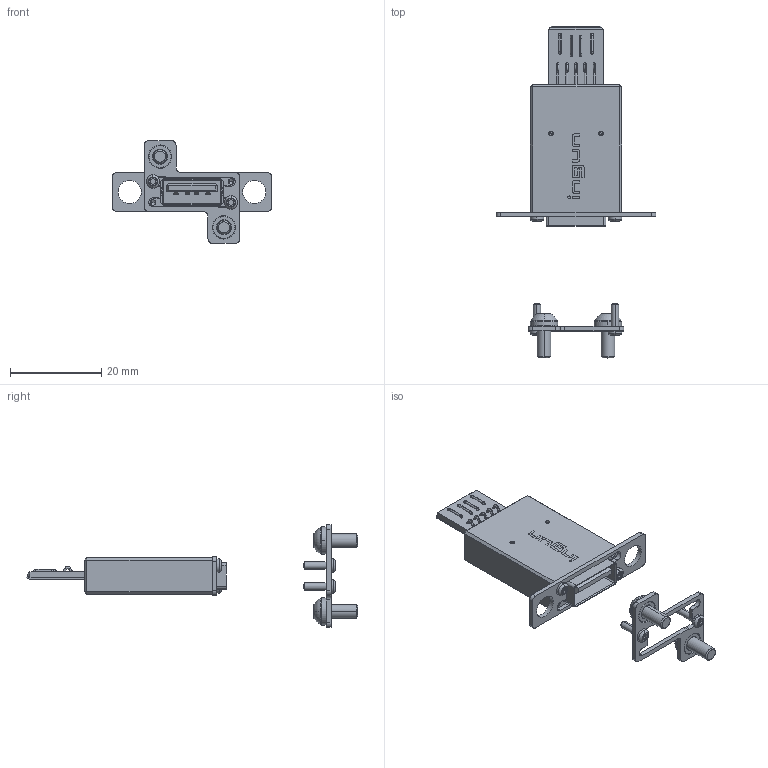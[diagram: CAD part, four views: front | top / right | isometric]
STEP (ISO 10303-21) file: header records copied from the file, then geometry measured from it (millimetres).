
FILE_DESCRIPTION (( 'STEP AP214' ), '1' );
FILE_NAME ('INGUN_112624.STEP', '2025-07-17T12:16:06', ( '' ), ( '' ), 'SwSTEP 2.0', 'SolidWorks 2023', '' );
FILE_SCHEMA (( 'AUTOMOTIVE_DESIGN' ));
Length unit declared in the file: millimetre
Products named in the file (1): INGUN_112624
Bounding box: 35 x 72.72 x 22.5 mm (x, y, z)
Volume: 4885 mm3; surface area: 5449.4 mm2
Topology: 11 solids, 11 shells, 741 faces, 1953 edges, 1252 vertices
Faces by surface type: cylinder 315, plane 282, torus 64, cone 56, bspline 24
Entity records: 31125 total; most frequent: CARTESIAN_POINT 4947, DIRECTION 3991, ORIENTED_EDGE 3890, EDGE_CURVE 1945, AXIS2_PLACEMENT_3D 1506, VERTEX_POINT 1252, LINE 979, VECTOR 979
